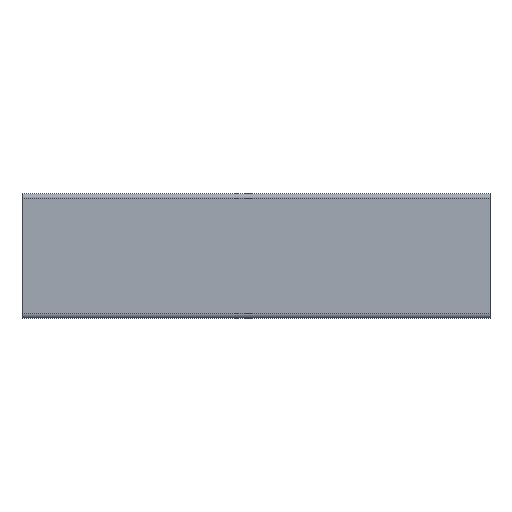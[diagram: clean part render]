
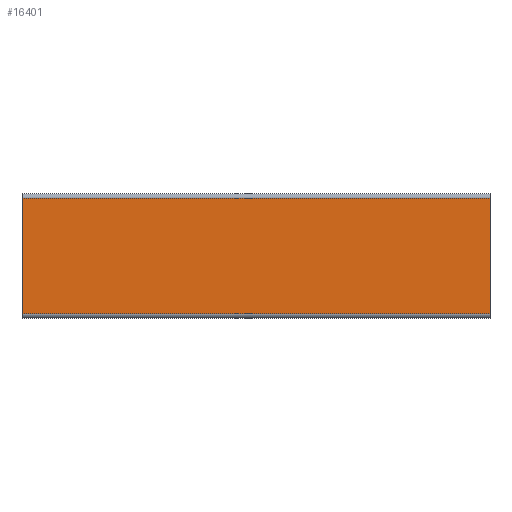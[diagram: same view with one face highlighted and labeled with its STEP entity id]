
A CAD part, left-side view. The second image highlights one B-rep face of the part: STEP entity #16401.
In plain terms, the highlighted face is planar.
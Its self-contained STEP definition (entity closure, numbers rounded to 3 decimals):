
#646 = VERTEX_POINT ( 'NONE', #1376 ) ;
#653 = VERTEX_POINT ( 'NONE', #1379 ) ;
#701 = VERTEX_POINT ( 'NONE', #1432 ) ;
#713 = VERTEX_POINT ( 'NONE', #1445 ) ;
#952 = EDGE_LOOP ( 'NONE', ( #5058, #5060, #5047, #5123 ) ) ;
#1376 = CARTESIAN_POINT ( 'NONE',  ( 40., -37., -300. ) ) ;
#1379 = CARTESIAN_POINT ( 'NONE',  ( 40., -37., 0. ) ) ;
#1432 = CARTESIAN_POINT ( 'NONE',  ( 40., 37., -300. ) ) ;
#1445 = CARTESIAN_POINT ( 'NONE',  ( 40., 37., 0. ) ) ;
#2632 = EDGE_CURVE ( 'NONE', #701, #713, #6426, .T. ) ;
#2697 = EDGE_CURVE ( 'NONE', #653, #713, #6823, .T. ) ;
#2707 = EDGE_CURVE ( 'NONE', #646, #701, #6887, .T. ) ;
#2728 = EDGE_CURVE ( 'NONE', #646, #653, #7014, .T. ) ;
#5047 = ORIENTED_EDGE ( 'NONE', *, *, #2707, .T. ) ;
#5058 = ORIENTED_EDGE ( 'NONE', *, *, #2697, .F. ) ;
#5060 = ORIENTED_EDGE ( 'NONE', *, *, #2728, .F. ) ;
#5123 = ORIENTED_EDGE ( 'NONE', *, *, #2632, .T. ) ;
#6426 = LINE ( 'NONE', #6429, #13499 ) ;
#6429 = CARTESIAN_POINT ( 'NONE',  ( 40., 37., -300. ) ) ;
#6521 = DIRECTION ( 'NONE',  ( 0., 0., 1. ) ) ;
#6817 = DIRECTION ( 'NONE',  ( 0., 1., 0. ) ) ;
#6823 = LINE ( 'NONE', #6857, #13526 ) ;
#6857 = CARTESIAN_POINT ( 'NONE',  ( 40., -37., 0. ) ) ;
#6887 = LINE ( 'NONE', #6895, #13567 ) ;
#6892 = DIRECTION ( 'NONE',  ( 0., 1., 0. ) ) ;
#6895 = CARTESIAN_POINT ( 'NONE',  ( 40., -37., -300. ) ) ;
#6996 = CARTESIAN_POINT ( 'NONE',  ( 40., -37., -300. ) ) ;
#7012 = DIRECTION ( 'NONE',  ( 0., 0., 1. ) ) ;
#7014 = LINE ( 'NONE', #6996, #13631 ) ;
#12271 = PLANE ( 'NONE',  #15865 ) ;
#12302 = FACE_OUTER_BOUND ( 'NONE', #952, .T. ) ;
#12303 = DIRECTION ( 'NONE',  ( 1., 0., 0. ) ) ;
#12314 = CARTESIAN_POINT ( 'NONE',  ( 40., -37., -300. ) ) ;
#12317 = DIRECTION ( 'NONE',  ( 0., 0., -1. ) ) ;
#13499 = VECTOR ( 'NONE', #6521, 1000. ) ;
#13526 = VECTOR ( 'NONE', #6892, 1000. ) ;
#13567 = VECTOR ( 'NONE', #6817, 1000. ) ;
#13631 = VECTOR ( 'NONE', #7012, 1000. ) ;
#15865 = AXIS2_PLACEMENT_3D ( 'NONE', #12314, #12303, #12317 ) ;
#16401 = ADVANCED_FACE ( 'NONE', ( #12302 ), #12271, .T. ) ;
